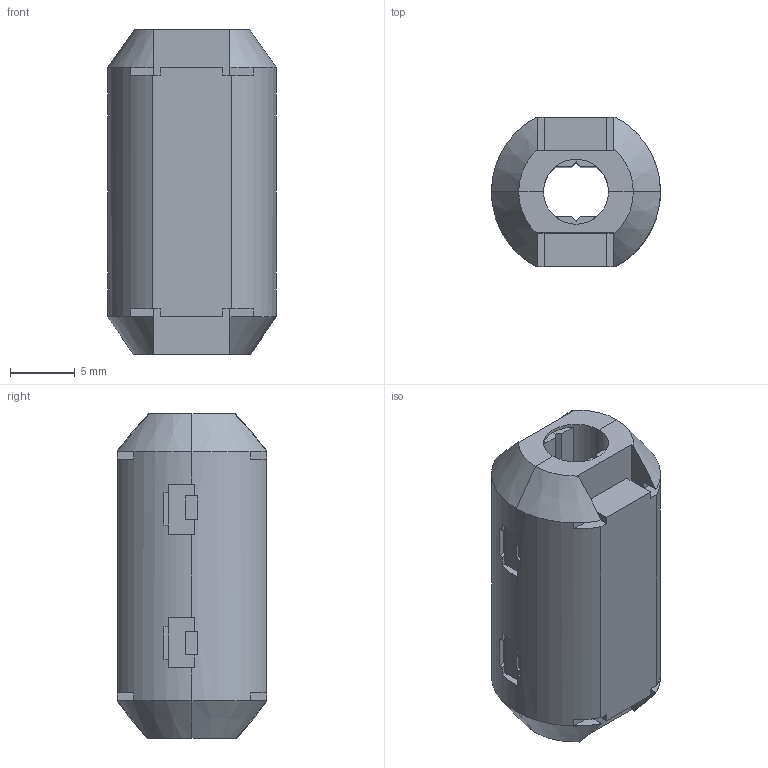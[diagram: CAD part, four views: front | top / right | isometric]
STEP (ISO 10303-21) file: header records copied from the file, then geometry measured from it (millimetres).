
FILE_DESCRIPTION (( 'STEP AP214' ), '1' );
FILE_NAME ('LFERR-5MM_3D.step', '2024-02-23T17:36:25', ( '' ), ( '' ), 'SwSTEP 2.0', 'SolidWorks 2022', '' );
FILE_SCHEMA (( 'AUTOMOTIVE_DESIGN' ));
Length unit declared in the file: inch
Products named in the file (1): LFERR-5MM_3D
Bounding box: 13 x 11.5 x 25 mm (x, y, z)
Volume: 2379.7 mm3; surface area: 1625.1 mm2
Topology: 1 solids, 1 shells, 156 faces, 442 edges, 288 vertices
Faces by surface type: plane 142, cone 8, cylinder 6
Entity records: 5078 total; most frequent: CARTESIAN_POINT 963, ORIENTED_EDGE 884, DIRECTION 808, EDGE_CURVE 442, LINE 350, VECTOR 350, VERTEX_POINT 288, AXIS2_PLACEMENT_3D 229
